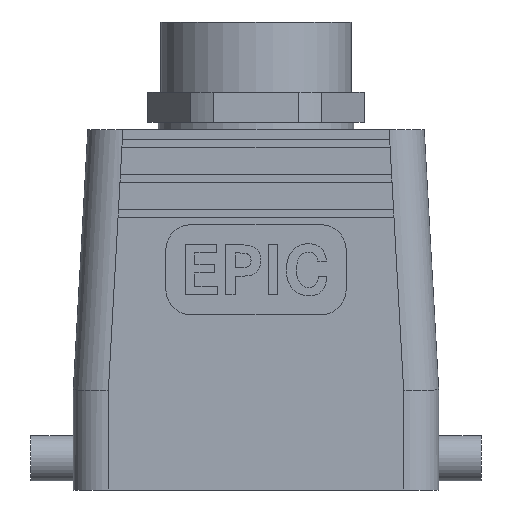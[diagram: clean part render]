
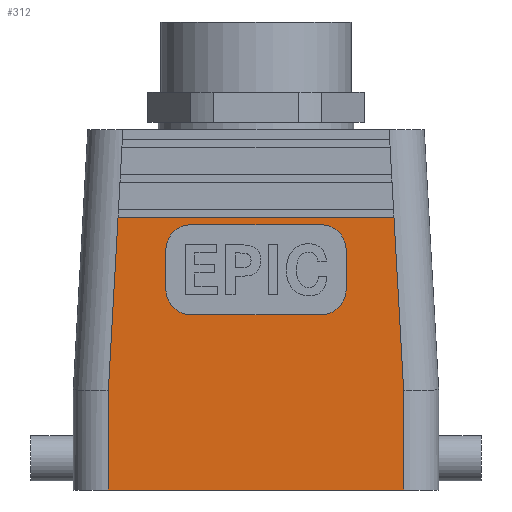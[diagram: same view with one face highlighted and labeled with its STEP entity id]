
A CAD part, front view. The second image highlights one B-rep face of the part: STEP entity #312.
In plain terms, the highlighted planar face has unit normal (0, -1, 0).
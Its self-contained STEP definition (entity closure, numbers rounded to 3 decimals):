
#312 = ADVANCED_FACE( '', ( #720, #721 ), #722, .F. );
#720 = FACE_OUTER_BOUND( '', #1238, .T. );
#721 = FACE_BOUND( '', #1239, .T. );
#722 = PLANE( '', #1240 );
#1238 = EDGE_LOOP( '', ( #2125, #2126, #2127, #2128, #2129, #2130 ) );
#1239 = EDGE_LOOP( '', ( #2131, #2132, #2133, #2134, #2135, #2136, #2137, #2138 ) );
#1240 = AXIS2_PLACEMENT_3D( '', #2139, #2140, #2141 );
#2125 = ORIENTED_EDGE( '', *, *, #3337, .F. );
#2126 = ORIENTED_EDGE( '', *, *, #3338, .F. );
#2127 = ORIENTED_EDGE( '', *, *, #3210, .T. );
#2128 = ORIENTED_EDGE( '', *, *, #3056, .T. );
#2129 = ORIENTED_EDGE( '', *, *, #3303, .T. );
#2130 = ORIENTED_EDGE( '', *, *, #3339, .F. );
#2131 = ORIENTED_EDGE( '', *, *, #3340, .T. );
#2132 = ORIENTED_EDGE( '', *, *, #3341, .T. );
#2133 = ORIENTED_EDGE( '', *, *, #3342, .T. );
#2134 = ORIENTED_EDGE( '', *, *, #3343, .T. );
#2135 = ORIENTED_EDGE( '', *, *, #3344, .T. );
#2136 = ORIENTED_EDGE( '', *, *, #3080, .T. );
#2137 = ORIENTED_EDGE( '', *, *, #3275, .T. );
#2138 = ORIENTED_EDGE( '', *, *, #3345, .T. );
#2139 = CARTESIAN_POINT( '', ( -36.5, -21.5, 20. ) );
#2140 = DIRECTION( '', ( 0., 1., 0. ) );
#2141 = DIRECTION( '', ( -1., 0., 0. ) );
#3056 = EDGE_CURVE( '', #3613, #3614, #3615, .T. );
#3080 = EDGE_CURVE( '', #3658, #3659, #3660, .T. );
#3210 = EDGE_CURVE( '', #3795, #3613, #3874, .F. );
#3275 = EDGE_CURVE( '', #3659, #3974, #3975, .T. );
#3303 = EDGE_CURVE( '', #3614, #4016, #4018, .T. );
#3337 = EDGE_CURVE( '', #3765, #4065, #4066, .F. );
#3338 = EDGE_CURVE( '', #3795, #3765, #4067, .T. );
#3339 = EDGE_CURVE( '', #4065, #4016, #4068, .T. );
#3340 = EDGE_CURVE( '', #4069, #4070, #4071, .T. );
#3341 = EDGE_CURVE( '', #4070, #4072, #4073, .T. );
#3342 = EDGE_CURVE( '', #4072, #4074, #4075, .T. );
#3343 = EDGE_CURVE( '', #4074, #4076, #4077, .T. );
#3344 = EDGE_CURVE( '', #4076, #3658, #4078, .T. );
#3345 = EDGE_CURVE( '', #3974, #4069, #4079, .T. );
#3613 = VERTEX_POINT( '', #4424 );
#3614 = VERTEX_POINT( '', #4425 );
#3615 = LINE( '', #4426, #4427 );
#3658 = VERTEX_POINT( '', #4485 );
#3659 = VERTEX_POINT( '', #4486 );
#3660 = CIRCLE( '', #4487, 5. );
#3765 = VERTEX_POINT( '', #4630 );
#3795 = VERTEX_POINT( '', #4670 );
#3874 = LINE( '', #4809, #4810 );
#3974 = VERTEX_POINT( '', #4957 );
#3975 = LINE( '', #4958, #4959 );
#4016 = VERTEX_POINT( '', #5017 );
#4018 = LINE( '', #5019, #5020 );
#4065 = VERTEX_POINT( '', #5123 );
#4066 = LINE( '', #5124, #5125 );
#4067 = LINE( '', #5126, #5127 );
#4068 = LINE( '', #5128, #5129 );
#4069 = VERTEX_POINT( '', #5130 );
#4070 = VERTEX_POINT( '', #5131 );
#4071 = LINE( '', #5132, #5133 );
#4072 = VERTEX_POINT( '', #5134 );
#4073 = CIRCLE( '', #5135, 5. );
#4074 = VERTEX_POINT( '', #5136 );
#4075 = LINE( '', #5137, #5138 );
#4076 = VERTEX_POINT( '', #5139 );
#4077 = CIRCLE( '', #5140, 5. );
#4078 = LINE( '', #5141, #5142 );
#4079 = CIRCLE( '', #5143, 5. );
#4424 = CARTESIAN_POINT( '', ( -29.5, -21.5, 19.805 ) );
#4425 = CARTESIAN_POINT( '', ( -29.5, -21.5, 0. ) );
#4426 = CARTESIAN_POINT( '', ( -29.5, -21.5, 20. ) );
#4427 = VECTOR( '', #5674, 1000. );
#4485 = CARTESIAN_POINT( '', ( 13., -21.5, 53. ) );
#4486 = CARTESIAN_POINT( '', ( 18., -21.5, 48. ) );
#4487 = AXIS2_PLACEMENT_3D( '', #5693, #5694, #5695 );
#4630 = CARTESIAN_POINT( '', ( 27.565, -21.5, 54.5 ) );
#4670 = CARTESIAN_POINT( '', ( -27.565, -21.5, 54.5 ) );
#4809 = CARTESIAN_POINT( '', ( -29.511, -21.5, 19.61 ) );
#4810 = VECTOR( '', #5829, 1000. );
#4957 = CARTESIAN_POINT( '', ( 18., -21.5, 40. ) );
#4958 = CARTESIAN_POINT( '', ( 18., -21.5, 48. ) );
#4959 = VECTOR( '', #5883, 1000. );
#5017 = CARTESIAN_POINT( '', ( 29.5, -21.5, 0. ) );
#5019 = CARTESIAN_POINT( '', ( -36.5, -21.5, 0. ) );
#5020 = VECTOR( '', #5915, 1000. );
#5123 = CARTESIAN_POINT( '', ( 29.5, -21.5, 19.805 ) );
#5124 = CARTESIAN_POINT( '', ( 29.511, -21.5, 19.61 ) );
#5125 = VECTOR( '', #5950, 1000. );
#5126 = CARTESIAN_POINT( '', ( -27.565, -21.5, 54.5 ) );
#5127 = VECTOR( '', #5951, 1000. );
#5128 = CARTESIAN_POINT( '', ( 29.5, -21.5, 20. ) );
#5129 = VECTOR( '', #5952, 1000. );
#5130 = CARTESIAN_POINT( '', ( 13., -21.5, 35. ) );
#5131 = CARTESIAN_POINT( '', ( -13., -21.5, 35. ) );
#5132 = CARTESIAN_POINT( '', ( -13., -21.5, 35. ) );
#5133 = VECTOR( '', #5953, 1000. );
#5134 = CARTESIAN_POINT( '', ( -18., -21.5, 40. ) );
#5135 = AXIS2_PLACEMENT_3D( '', #5954, #5955, #5956 );
#5136 = CARTESIAN_POINT( '', ( -18., -21.5, 48. ) );
#5137 = CARTESIAN_POINT( '', ( -18., -21.5, 40. ) );
#5138 = VECTOR( '', #5957, 1000. );
#5139 = CARTESIAN_POINT( '', ( -13., -21.5, 53. ) );
#5140 = AXIS2_PLACEMENT_3D( '', #5958, #5959, #5960 );
#5141 = CARTESIAN_POINT( '', ( -13., -21.5, 53. ) );
#5142 = VECTOR( '', #5961, 1000. );
#5143 = AXIS2_PLACEMENT_3D( '', #5962, #5963, #5964 );
#5674 = DIRECTION( '', ( 0., 0., -1. ) );
#5693 = CARTESIAN_POINT( '', ( 13., -21.5, 48. ) );
#5694 = DIRECTION( '', ( 0., 1., 0. ) );
#5695 = DIRECTION( '', ( -1., 0., 0. ) );
#5829 = DIRECTION( '', ( 0.056, 0., 0.998 ) );
#5883 = DIRECTION( '', ( 0., 0., -1. ) );
#5915 = DIRECTION( '', ( 1., 0., 0. ) );
#5950 = DIRECTION( '', ( -0.056, 0., 0.998 ) );
#5951 = DIRECTION( '', ( 1., 0., 0. ) );
#5952 = DIRECTION( '', ( 0., 0., -1. ) );
#5953 = DIRECTION( '', ( -1., 0., 0. ) );
#5954 = CARTESIAN_POINT( '', ( -13., -21.5, 40. ) );
#5955 = DIRECTION( '', ( 0., 1., 0. ) );
#5956 = DIRECTION( '', ( 1., 0., 0. ) );
#5957 = DIRECTION( '', ( 0., 0., 1. ) );
#5958 = CARTESIAN_POINT( '', ( -13., -21.5, 48. ) );
#5959 = DIRECTION( '', ( 0., 1., 0. ) );
#5960 = DIRECTION( '', ( 1., 0., 0. ) );
#5961 = DIRECTION( '', ( 1., 0., 0. ) );
#5962 = CARTESIAN_POINT( '', ( 13., -21.5, 40. ) );
#5963 = DIRECTION( '', ( 0., 1., 0. ) );
#5964 = DIRECTION( '', ( 1., 0., 0. ) );
